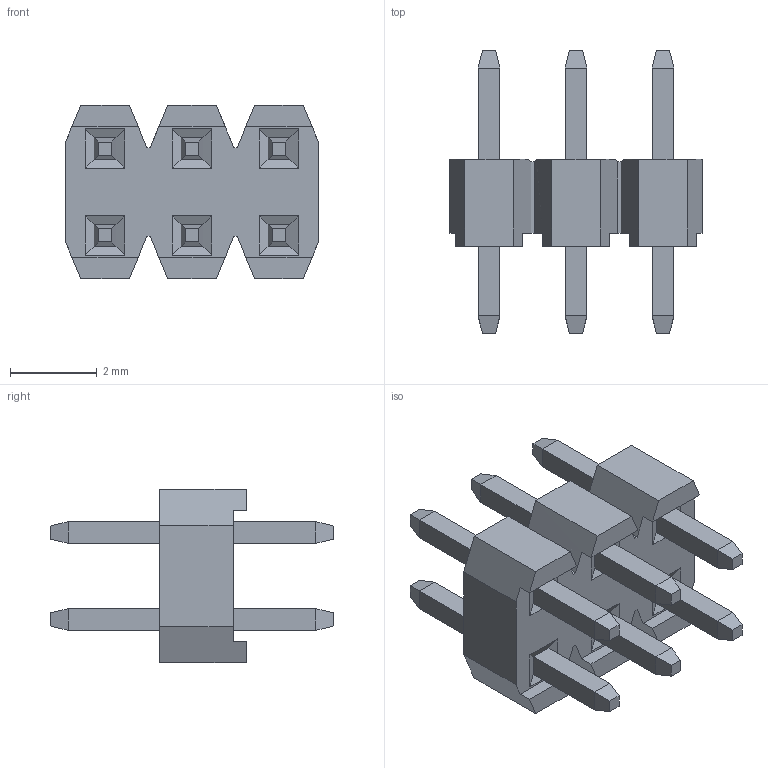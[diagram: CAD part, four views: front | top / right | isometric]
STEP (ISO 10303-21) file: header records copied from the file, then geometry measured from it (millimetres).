
FILE_DESCRIPTION((''),'2;1');
FILE_NAME('S-60408-006XX-XXX_REV-A','2021-02-26T',('t01036'),(''),'PRO/ENGINEER BY PARAMETRIC TECHNOLOGY CORPORATION, 2010160','PRO/ENGINEER BY PARAMETRIC TECHNOLOGY CORPORATION, 2010160','');
FILE_SCHEMA(('CONFIG_CONTROL_DESIGN'));
Length unit declared in the file: millimetre
Products named in the file (1): S-60408-006XX-XXX_REV-A
Bounding box: 5.8 x 6.5 x 4 mm (x, y, z)
Volume: 43.1 mm3; surface area: 144.3 mm2
Topology: 1 solids, 1 shells, 178 faces, 424 edges, 260 vertices
Faces by surface type: plane 178
Entity records: 4999 total; most frequent: CARTESIAN_POINT 895, ORIENTED_EDGE 824, DIRECTION 785, EDGE_CURVE 412, VECTOR 403, LINE 403, VERTEX_POINT 248, AXIS2_PLACEMENT_3D 191
